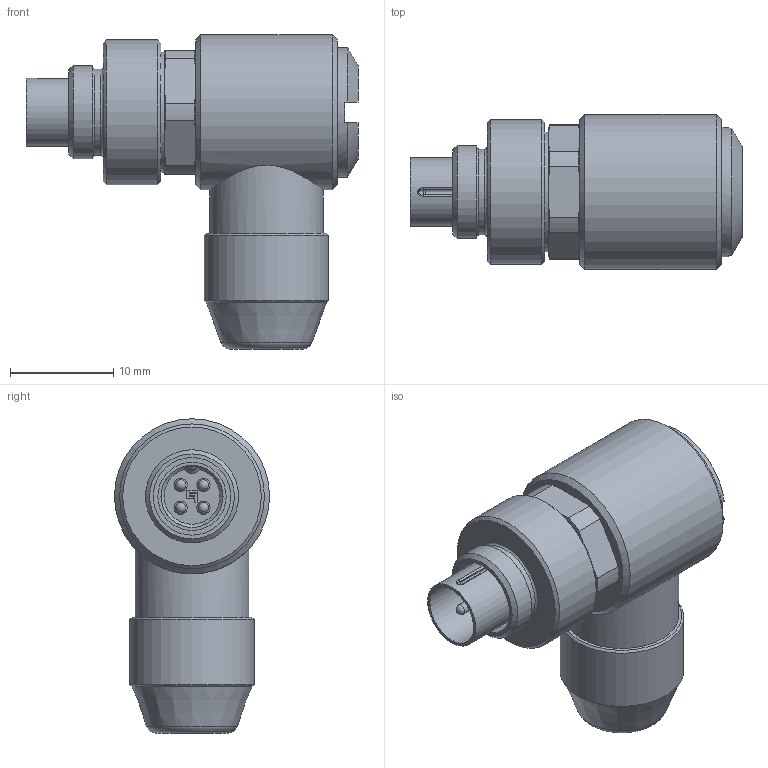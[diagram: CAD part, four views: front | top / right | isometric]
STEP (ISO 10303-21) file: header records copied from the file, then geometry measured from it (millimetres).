
FILE_DESCRIPTION(/* description */ (''),/* implementation_level */ '2;1');
FILE_NAME(/* name */ '99-0409-75-04_bg.stp',/* time_stamp */ '2010-05-28T13:15:18+02:00',/* author */ (''),/* organization */ (''),/* preprocessor_version */ 'ST-DEVELOPER v11',/* originating_system */ 'UGS - NX 5.0',/* authorisation */ '');
FILE_SCHEMA (('CONFIG_CONTROL_DESIGN'));
Length unit declared in the file: millimetre
Products named in the file (1): kborE53D4lvm
Bounding box: 32.1 x 15 x 30.4 mm (x, y, z)
Volume: 5533.7 mm3; surface area: 2650.4 mm2
Topology: 1 solids, 1 shells, 114 faces, 273 edges, 168 vertices
Faces by surface type: plane 41, cylinder 29, cone 29, sphere 6, bspline 5, torus 4
Full cylindrical faces by diameter (mm): 1 x4, 6 x1, 6.6 x1, 7.5 x1, 8.3 x1, 9 x1, 11 x1, 11.6 x1, 12 x1, 12.5 x1, 14 x1, 15 x1
Entity records: 3349 total; most frequent: CARTESIAN_POINT 969, DIRECTION 476, ORIENTED_EDGE 422, EDGE_CURVE 211, AXIS2_PLACEMENT_3D 200, EDGE_LOOP 162, VERTEX_POINT 147, ADVANCED_FACE 114
